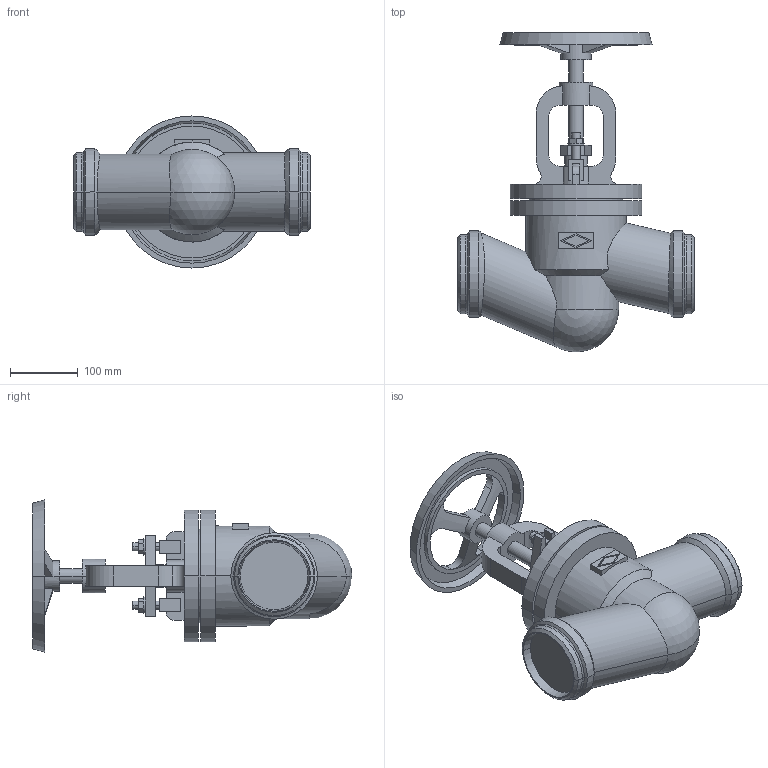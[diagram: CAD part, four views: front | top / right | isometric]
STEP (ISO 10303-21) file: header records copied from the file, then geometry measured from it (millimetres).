
FILE_DESCRIPTION(('OneSpaceDesigner STEP Export'),'2;1');
FILE_NAME('c000001365.stp','2005-11-22T14:09:20',(''),(''),'OneSpace Designer STEP processor for AP203 (Solid Model)','OneSpace Designer 13.20A 18-Aug-2005 (C) CoCreate Software GmbH','');
FILE_SCHEMA(('CONFIG_CONTROL_DESIGN'));
Length unit declared in the file: millimetre
Products named in the file (1): 1
Bounding box: 350 x 473.04 x 225 mm (x, y, z)
Volume: 7112718.4 mm3; surface area: 447007.7 mm2
Topology: 1 solids, 1 shells, 235 faces, 592 edges, 379 vertices
Faces by surface type: plane 116, cylinder 81, cone 32, torus 4, sphere 2
Entity records: 7922 total; most frequent: CARTESIAN_POINT 2519, ORIENTED_EDGE 1180, DIRECTION 1001, EDGE_CURVE 590, VERTEX_POINT 379, VECTOR 339, LINE 339, AXIS2_PLACEMENT_3D 331
